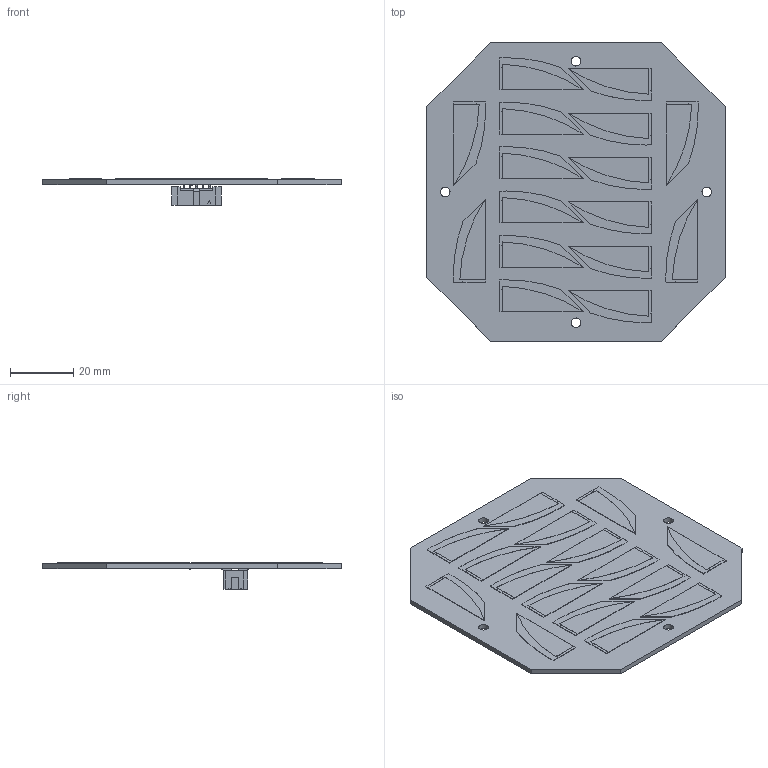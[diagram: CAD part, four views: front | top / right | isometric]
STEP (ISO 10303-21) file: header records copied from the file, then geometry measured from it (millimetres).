
FILE_DESCRIPTION(('Open CASCADE Model'),'2;1');
FILE_NAME('Open CASCADE Shape Model','2018-01-08T22:35:01',('Author'),( 'Open CASCADE'),'Open CASCADE STEP processor 6.2','Open CASCADE 6.2' ,'Unknown');
FILE_SCHEMA(('AUTOMOTIVE_DESIGN { 1 0 10303 214 1 1 1 1 }'));
Length unit declared in the file: millimetre
Products named in the file (30): PCB; Board; Connector; T2M_105_01_L_D_SM; T2M_05_L_D_SM_body; T2M_05_L_D_SM_pins; 1; OneWing; Onecell; terminalpoint; SolarCellRegion; Overhead; 2; 3; 4; 5; 6; 7; 8; 9; 10; 11; 12; 13; 14; 15; 16; U1; 751561360; Extruded
Assembly tree (44 placements, depth 5):
  PCB
    Board
    Connector
      T2M_105_01_L_D_SM
        T2M_05_L_D_SM_body
        T2M_05_L_D_SM_pins
    1
      OneWing
        Onecell
          terminalpoint
          SolarCellRegion
          Overhead
    2
      OneWing
        Onecell
          terminalpoint
          SolarCellRegion
          Overhead
    3
      OneWing
        Onecell
          terminalpoint
          SolarCellRegion
          Overhead
    4
      OneWing
        Onecell
          terminalpoint
          SolarCellRegion
          Overhead
    5
      OneWing
        Onecell
          terminalpoint
          SolarCellRegion
          Overhead
    6
      OneWing
        Onecell
          terminalpoint
          SolarCellRegion
          Overhead
    7
      OneWing
        Onecell
          terminalpoint
          SolarCellRegion
          Overhead
    8
      OneWing
        Onecell
          terminalpoint
          SolarCellRegion
          Overhead
    9
      OneWing
        Onecell
          terminalpoint
          SolarCellRegion
          Overhead
Bounding box: 94 x 94 x 8.32 mm (x, y, z)
Volume: 13555.5 mm3; surface area: 24304.4 mm2
Topology: 52 solids, 52 shells, 656 faces, 1617 edges, 1064 vertices
Faces by surface type: plane 560, cylinder 96
Full cylindrical faces by diameter (mm): 3 x4
Entity records: 24932 total; most frequent: CARTESIAN_POINT 4466, DIRECTION 3667, LINE 2689, VECTOR 2689, ORIENTED_EDGE 1974, PCURVE 1974, DEFINITIONAL_REPRESENTATION 1974, EDGE_CURVE 987
